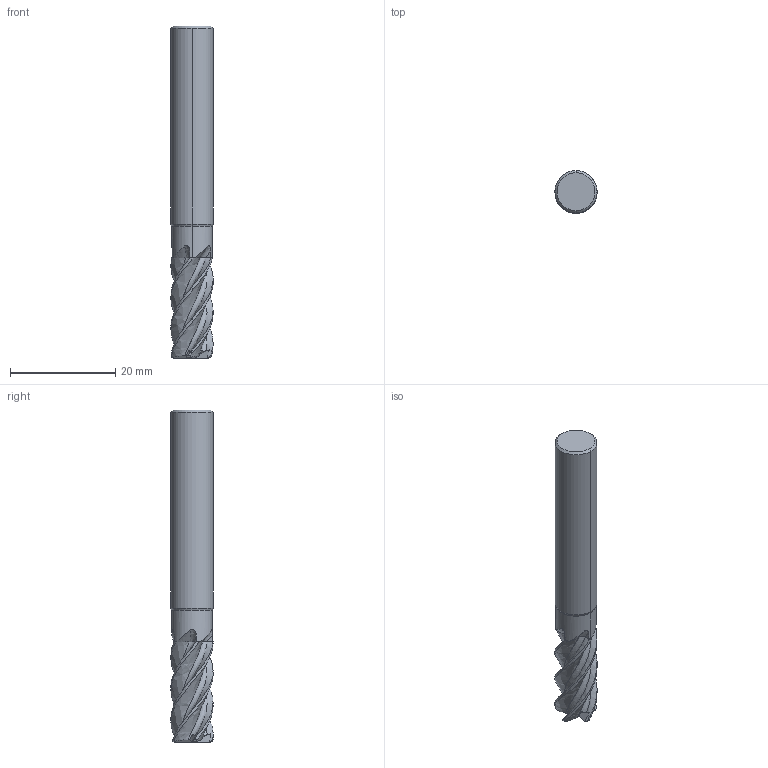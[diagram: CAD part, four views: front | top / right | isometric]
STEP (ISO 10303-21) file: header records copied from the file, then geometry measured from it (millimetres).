
FILE_DESCRIPTION(('no description'),'unknown implementation level');
FILE_NAME('EXM1-M06-0123-8_0_5-Detail.stp',' ',('CIMSOURCE GmbH'),('CADClick - KiM GmbH - www.kimweb.de'),'unknown preprocess','ACIS','unknown authorization');
FILE_SCHEMA(('automotive_design'));
Length unit declared in the file: millimetre
Products named in the file (2): NOCUT; CUT
Bounding box: 8 x 8 x 63 mm (x, y, z)
Volume: 2694.1 mm3; surface area: 1866.9 mm2
Topology: 2 solids, 2 shells, 125 faces, 341 edges, 216 vertices
Faces by surface type: plane 41, bspline 40, cone 20, revolution 15, torus 5, cylinder 4
Entity records: 22559 total; most frequent: CARTESIAN_POINT 16090, STYLED_ITEM 680, PRESENTATION_STYLE_ASSIGNMENT 680, COLOUR_RGB 680, ORIENTED_EDGE 674, DIRECTION 365, EDGE_CURVE 337, CURVE_STYLE 337
